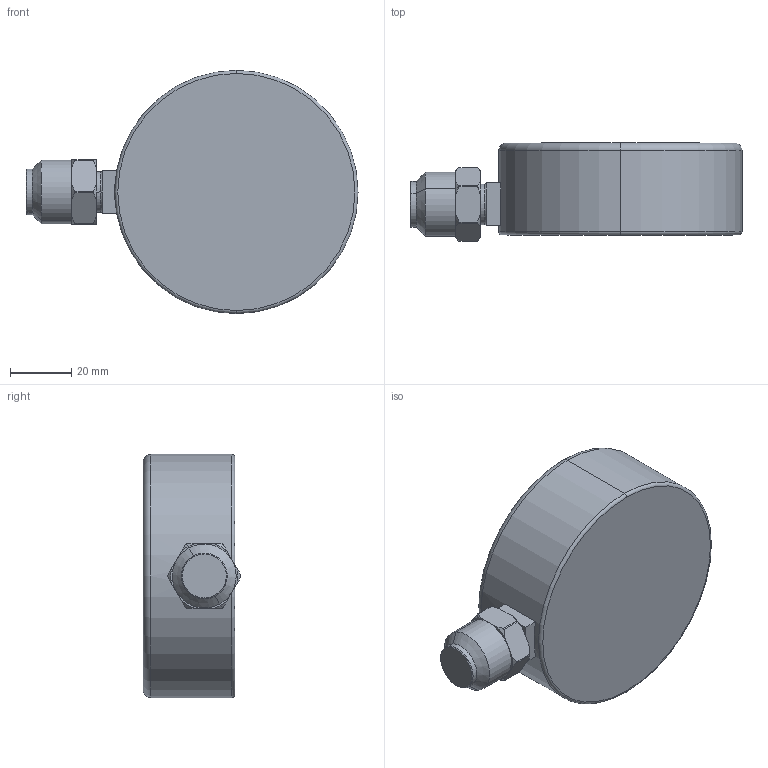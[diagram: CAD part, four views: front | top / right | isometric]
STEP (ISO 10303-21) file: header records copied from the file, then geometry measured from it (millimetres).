
FILE_DESCRIPTION(('CATIA V5 STEP Exchange','CAx-IF Rec.Pracs.--- Model Styling and Organization---1.4--- 2014-01-23','CAx-IF Rec.Pracs.---3D Tessellated Data Validation Properties---0.5---2014-09-14'),'2;1');
FILE_NAME('STEP_503160_-_TST.stp','2021-07-08T08:14:15+00:00',('none'),('none'),'CATIA Version 5-6 Release 2019 SP3','CATIA V5 STEP AP242 v1','none');
FILE_SCHEMA(('AP242_MANAGED_MODEL_BASED_3D_ENGINEERING_MIM_LF {1 0 10303 442 1 1 4}'));
Length unit declared in the file: millimetre
Products named in the file (1): 503160 - TST
Bounding box: 108.5 x 32 x 79.5 mm (x, y, z)
Volume: 157224 mm3; surface area: 19222 mm2
Topology: 1 solids, 1 shells, 59 faces, 150 edges, 96 vertices
Faces by surface type: cone 20, plane 19, cylinder 14, torus 6
Entity records: 1657 total; most frequent: CARTESIAN_POINT 383, ORIENTED_EDGE 300, DIRECTION 180, EDGE_CURVE 150, VERTEX_POINT 96, AXIS2_PLACEMENT_3D 95, CIRCLE 62, EDGE_LOOP 62
